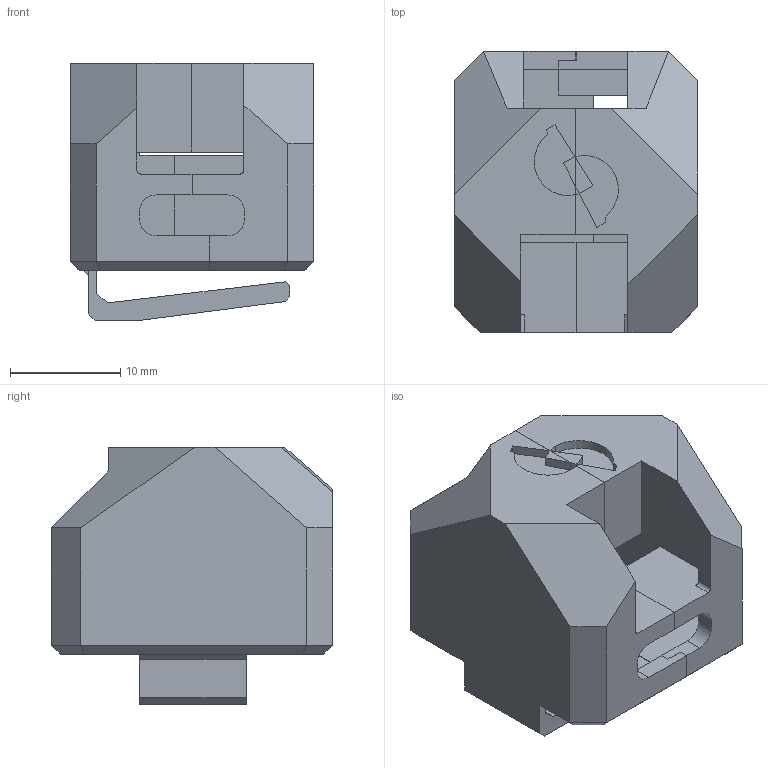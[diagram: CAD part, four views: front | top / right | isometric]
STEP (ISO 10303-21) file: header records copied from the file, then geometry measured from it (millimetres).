
FILE_DESCRIPTION(('HOOPS Exchange Step'),'2;1');
FILE_NAME('temp_export','2025-07-18T00:33:33-07:00',('henrywarren'),('Shapr3D Limited'),'HOOPS Exchange 2024.8','Shapr3D','Authorized');
FILE_SCHEMA( ('AP242_MANAGED_MODEL_BASED_3D_ENGINEERING_MIM_LF {1 0 10303 442 1 1 4}') );
Length unit declared in the file: millimetre
Products named in the file (3): Imported; Xiao Sense Case v48 - PETG.stp; root
Assembly tree (2 placements, depth 2):
  root
    Imported
    Xiao Sense Case v48 - PETG.stp
Bounding box: 22.04 x 25.46 x 23.28 mm (x, y, z)
Volume: 5070.4 mm3; surface area: 4901.8 mm2
Topology: 2 solids, 2 shells, 156 faces, 448 edges, 297 vertices
Faces by surface type: plane 133, cylinder 23
Entity records: 5132 total; most frequent: CARTESIAN_POINT 907, ORIENTED_EDGE 896, DIRECTION 818, EDGE_CURVE 448, VECTOR 402, LINE 402, VERTEX_POINT 297, AXIS2_PLACEMENT_3D 208
